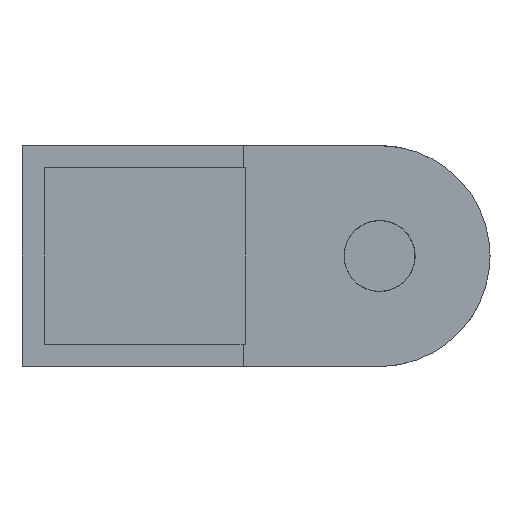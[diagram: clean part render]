
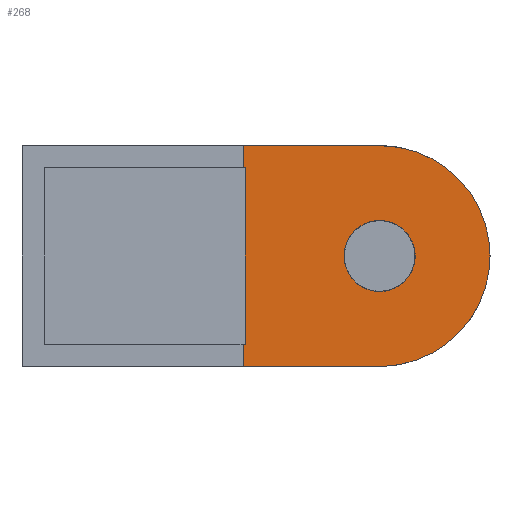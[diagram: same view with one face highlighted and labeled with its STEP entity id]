
A CAD part, front view. The second image highlights one B-rep face of the part: STEP entity #268.
In plain terms, the highlighted planar face has unit normal (0, -1, 0).
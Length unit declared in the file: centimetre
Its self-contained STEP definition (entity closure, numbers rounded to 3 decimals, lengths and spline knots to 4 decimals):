
#113=FACE_BOUND('',#941,.T.);
#268=ADVANCED_FACE('',(#599,#113),#5675,.T.);
#599=FACE_OUTER_BOUND('',#940,.T.);
#940=EDGE_LOOP('',(#1782,#1783,#1784,#1785,#1786,#1787,#1788,#1789));
#941=EDGE_LOOP('',(#1790,#1791));
#1782=ORIENTED_EDGE('',*,*,#3326,.F.);
#1783=ORIENTED_EDGE('',*,*,#3332,.T.);
#1784=ORIENTED_EDGE('',*,*,#3310,.F.);
#1785=ORIENTED_EDGE('',*,*,#3333,.T.);
#1786=ORIENTED_EDGE('',*,*,#3328,.F.);
#1787=ORIENTED_EDGE('',*,*,#3334,.T.);
#1788=ORIENTED_EDGE('',*,*,#3335,.T.);
#1789=ORIENTED_EDGE('',*,*,#3336,.T.);
#1790=ORIENTED_EDGE('',*,*,#3357,.F.);
#1791=ORIENTED_EDGE('',*,*,#3337,.F.);
#3310=EDGE_CURVE('',#5076,#5077,#4046,.T.);
#3326=EDGE_CURVE('',#5084,#5085,#4510,.T.);
#3328=EDGE_CURVE('',#5086,#5087,#4512,.T.);
#3332=EDGE_CURVE('',#5084,#5077,#4516,.T.);
#3333=EDGE_CURVE('',#5076,#5087,#4517,.T.);
#3334=EDGE_CURVE('',#5086,#5090,#4518,.T.);
#3335=EDGE_CURVE('',#5090,#5091,#4519,.T.);
#3336=EDGE_CURVE('',#5091,#5085,#4520,.T.);
#3337=EDGE_CURVE('',#5071,#5072,#4054,.T.);
#3357=EDGE_CURVE('',#5072,#5071,#4059,.T.);
#4046=(
BOUNDED_CURVE()
B_SPLINE_CURVE(2,(#7541,#7542,#7543,#7544,#7545),.UNSPECIFIED.,.F.,.F.)
B_SPLINE_CURVE_WITH_KNOTS((3,2,3),(-42.154,-38.227,
-34.3),.UNSPECIFIED.)
CURVE()
GEOMETRIC_REPRESENTATION_ITEM()
RATIONAL_B_SPLINE_CURVE((1.,0.707,1.,0.707,1.))
REPRESENTATION_ITEM('')
);
#4054=(
BOUNDED_CURVE()
B_SPLINE_CURVE(2,(#7604,#7605,#7606,#7607,#7608),.UNSPECIFIED.,.F.,.F.)
B_SPLINE_CURVE_WITH_KNOTS((3,2,3),(2.529,3.7935,5.058),
 .UNSPECIFIED.)
CURVE()
GEOMETRIC_REPRESENTATION_ITEM()
RATIONAL_B_SPLINE_CURVE((1.,0.707,1.,0.707,1.))
REPRESENTATION_ITEM('')
);
#4059=(
BOUNDED_CURVE()
B_SPLINE_CURVE(2,(#7653,#7654,#7655,#7656,#7657),.UNSPECIFIED.,.F.,.F.)
B_SPLINE_CURVE_WITH_KNOTS((3,2,3),(0.,1.2645,2.529),
 .UNSPECIFIED.)
CURVE()
GEOMETRIC_REPRESENTATION_ITEM()
RATIONAL_B_SPLINE_CURVE((1.,0.707,1.,0.707,1.))
REPRESENTATION_ITEM('')
);
#4510=B_SPLINE_CURVE_WITH_KNOTS('',1,(#7582,#7583),.UNSPECIFIED.,.F.,.F.,
(2,2),(6.4843,6.9843),.UNSPECIFIED.);
#4512=B_SPLINE_CURVE_WITH_KNOTS('',1,(#7586,#7587),.UNSPECIFIED.,.F.,.F.,
(2,2),(10.9843,11.4843),.UNSPECIFIED.);
#4516=B_SPLINE_CURVE_WITH_KNOTS('',1,(#7594,#7595),.UNSPECIFIED.,.F.,.F.,
(2,2),(0.9558,4.05),.UNSPECIFIED.);
#4517=B_SPLINE_CURVE_WITH_KNOTS('',1,(#7596,#7597),.UNSPECIFIED.,.F.,.F.,
(2,2),(-4.05,-0.9558),.UNSPECIFIED.);
#4518=B_SPLINE_CURVE_WITH_KNOTS('',1,(#7598,#7599),.UNSPECIFIED.,.F.,.F.,
(2,2),(-0.0517,0.),.UNSPECIFIED.);
#4519=B_SPLINE_CURVE_WITH_KNOTS('',1,(#7600,#7601),.UNSPECIFIED.,.F.,.F.,
(2,2),(-10.9843,-6.9843),.UNSPECIFIED.);
#4520=B_SPLINE_CURVE_WITH_KNOTS('',1,(#7602,#7603),.UNSPECIFIED.,.F.,.F.,
(2,2),(-4.5575,-4.5058),.UNSPECIFIED.);
#5071=VERTEX_POINT('',#7347);
#5072=VERTEX_POINT('',#7348);
#5076=VERTEX_POINT('',#7352);
#5077=VERTEX_POINT('',#7353);
#5084=VERTEX_POINT('',#7360);
#5085=VERTEX_POINT('',#7361);
#5086=VERTEX_POINT('',#7362);
#5087=VERTEX_POINT('',#7363);
#5090=VERTEX_POINT('',#7366);
#5091=VERTEX_POINT('',#7367);
#5675=PLANE('',#5925);
#5925=AXIS2_PLACEMENT_3D('',#7198,#6159,$);
#6159=DIRECTION('',(0.,-1.,0.));
#7198=CARTESIAN_POINT('',(-0.6847,-8.7789,5.4963));
#7347=CARTESIAN_POINT('',(3.6541,-8.7789,2.0428));
#7348=CARTESIAN_POINT('',(2.3079,-8.7789,2.9258));
#7352=CARTESIAN_POINT('',(2.981,-8.7789,4.9843));
#7353=CARTESIAN_POINT('',(2.981,-8.7789,-0.0157));
#7360=CARTESIAN_POINT('',(-0.1132,-8.7789,-0.0157));
#7361=CARTESIAN_POINT('',(-0.1132,-8.7789,0.4843));
#7362=CARTESIAN_POINT('',(-0.1132,-8.7789,4.4843));
#7363=CARTESIAN_POINT('',(-0.1132,-8.7789,4.9843));
#7366=CARTESIAN_POINT('',(-0.0615,-8.7789,4.4843));
#7367=CARTESIAN_POINT('',(-0.0615,-8.7789,0.4843));
#7541=CARTESIAN_POINT('',(2.981,-8.7789,4.9843));
#7542=CARTESIAN_POINT('',(5.481,-8.7789,4.9843));
#7543=CARTESIAN_POINT('',(5.481,-8.7789,2.4843));
#7544=CARTESIAN_POINT('',(5.481,-8.7789,-0.0157));
#7545=CARTESIAN_POINT('',(2.981,-8.7789,-0.0157));
#7582=CARTESIAN_POINT('',(-0.1132,-8.7789,-0.0157));
#7583=CARTESIAN_POINT('',(-0.1132,-8.7789,0.4843));
#7586=CARTESIAN_POINT('',(-0.1132,-8.7789,4.4843));
#7587=CARTESIAN_POINT('',(-0.1132,-8.7789,4.9843));
#7594=CARTESIAN_POINT('',(-0.1132,-8.7789,-0.0157));
#7595=CARTESIAN_POINT('',(2.981,-8.7789,-0.0157));
#7596=CARTESIAN_POINT('',(2.981,-8.7789,4.9843));
#7597=CARTESIAN_POINT('',(-0.1132,-8.7789,4.9843));
#7598=CARTESIAN_POINT('',(-0.1132,-8.7789,4.4843));
#7599=CARTESIAN_POINT('',(-0.0615,-8.7789,4.4843));
#7600=CARTESIAN_POINT('',(-0.0615,-8.7789,4.4843));
#7601=CARTESIAN_POINT('',(-0.0615,-8.7789,0.4843));
#7602=CARTESIAN_POINT('',(-0.0615,-8.7789,0.4843));
#7603=CARTESIAN_POINT('',(-0.1132,-8.7789,0.4843));
#7604=CARTESIAN_POINT('',(3.6541,-8.7789,2.0428));
#7605=CARTESIAN_POINT('',(4.0956,-8.7789,2.7159));
#7606=CARTESIAN_POINT('',(3.4225,-8.7789,3.1574));
#7607=CARTESIAN_POINT('',(2.7494,-8.7789,3.5989));
#7608=CARTESIAN_POINT('',(2.3079,-8.7789,2.9258));
#7653=CARTESIAN_POINT('',(2.3079,-8.7789,2.9258));
#7654=CARTESIAN_POINT('',(1.8664,-8.7789,2.2527));
#7655=CARTESIAN_POINT('',(2.5395,-8.7789,1.8112));
#7656=CARTESIAN_POINT('',(3.2126,-8.7789,1.3697));
#7657=CARTESIAN_POINT('',(3.6541,-8.7789,2.0428));
